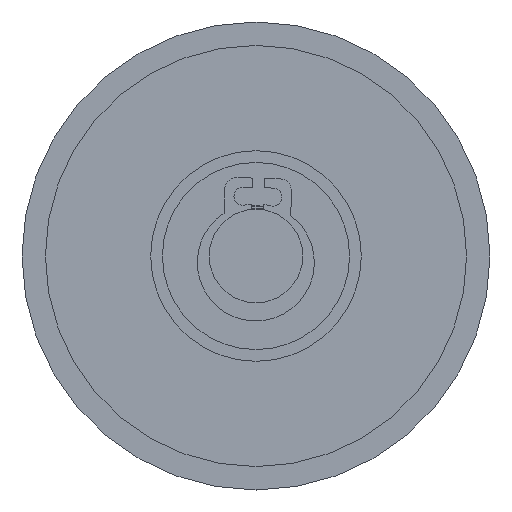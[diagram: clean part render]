
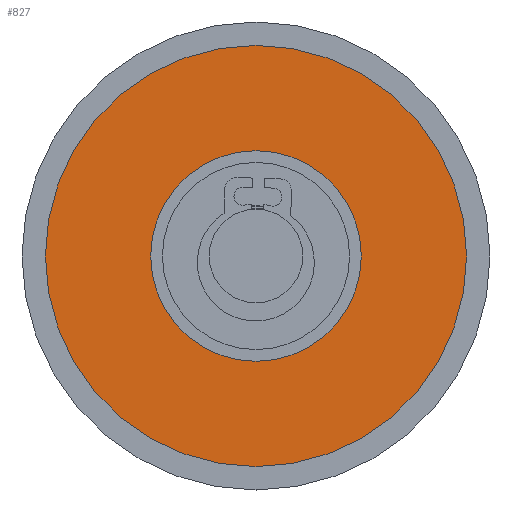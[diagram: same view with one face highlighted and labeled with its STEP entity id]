
A CAD part, front view. The second image highlights one B-rep face of the part: STEP entity #827.
In plain terms, the highlighted face is planar.
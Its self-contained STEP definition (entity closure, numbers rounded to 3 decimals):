
#827 = ADVANCED_FACE ( 'NONE', ( #2556, #2555 ), #2554, .F. ) ;
#828 = EDGE_LOOP ( 'NONE', ( #829, #830 ) ) ;
#829 = ORIENTED_EDGE ( 'NONE', *, *, #852, .F. ) ;
#830 = ORIENTED_EDGE ( 'NONE', *, *, #831, .F. ) ;
#831 = EDGE_CURVE ( 'NONE', #854, #853, #2548, .T. ) ;
#832 = EDGE_LOOP ( 'NONE', ( #833, #834 ) ) ;
#833 = ORIENTED_EDGE ( 'NONE', *, *, #898, .T. ) ;
#834 = ORIENTED_EDGE ( 'NONE', *, *, #836, .T. ) ;
#836 = EDGE_CURVE ( 'NONE', #837, #838, #2549, .T. ) ;
#837 = VERTEX_POINT ( 'NONE', #2603 ) ;
#838 = VERTEX_POINT ( 'NONE', #2602 ) ;
#852 = EDGE_CURVE ( 'NONE', #853, #854, #2580, .T. ) ;
#853 = VERTEX_POINT ( 'NONE', #2637 ) ;
#854 = VERTEX_POINT ( 'NONE', #2636 ) ;
#898 = EDGE_CURVE ( 'NONE', #838, #837, #2692, .T. ) ;
#2544 = DIRECTION ( 'NONE',  ( -1., 0., 0. ) ) ;
#2545 = DIRECTION ( 'NONE',  ( 0., 0., -1. ) ) ;
#2546 = CARTESIAN_POINT ( 'NONE',  ( 0., 0., 0. ) ) ;
#2547 = AXIS2_PLACEMENT_3D ( 'NONE', #2546, #2545, #2544 ) ;
#2548 = CIRCLE ( 'NONE', #2547, 18. ) ;
#2549 = CIRCLE ( 'NONE', #2607, 9. ) ;
#2550 = DIRECTION ( 'NONE',  ( -1., 0., 0. ) ) ;
#2551 = DIRECTION ( 'NONE',  ( 0., 0., -1. ) ) ;
#2552 = CARTESIAN_POINT ( 'NONE',  ( 9., 0., 0. ) ) ;
#2553 = AXIS2_PLACEMENT_3D ( 'NONE', #2552, #2551, #2550 ) ;
#2554 = PLANE ( 'NONE',  #2553 ) ;
#2555 = FACE_BOUND ( 'NONE', #832, .T. ) ;
#2556 = FACE_OUTER_BOUND ( 'NONE', #828, .T. ) ;
#2579 = CARTESIAN_POINT ( 'NONE',  ( 0., 0., 0. ) ) ;
#2580 = CIRCLE ( 'NONE', #2640, 18. ) ;
#2602 = CARTESIAN_POINT ( 'NONE',  ( -9., 0., 0. ) ) ;
#2603 = CARTESIAN_POINT ( 'NONE',  ( 9., 0., 0. ) ) ;
#2604 = DIRECTION ( 'NONE',  ( -1., 0., 0. ) ) ;
#2605 = DIRECTION ( 'NONE',  ( 0., 0., -1. ) ) ;
#2606 = CARTESIAN_POINT ( 'NONE',  ( 0., 0., 0. ) ) ;
#2607 = AXIS2_PLACEMENT_3D ( 'NONE', #2606, #2605, #2604 ) ;
#2636 = CARTESIAN_POINT ( 'NONE',  ( 18., 0., 0. ) ) ;
#2637 = CARTESIAN_POINT ( 'NONE',  ( -18., 0., 0. ) ) ;
#2638 = DIRECTION ( 'NONE',  ( -1., 0., 0. ) ) ;
#2639 = DIRECTION ( 'NONE',  ( 0., 0., -1. ) ) ;
#2640 = AXIS2_PLACEMENT_3D ( 'NONE', #2579, #2639, #2638 ) ;
#2688 = DIRECTION ( 'NONE',  ( -1., 0., 0. ) ) ;
#2689 = DIRECTION ( 'NONE',  ( 0., 0., -1. ) ) ;
#2690 = CARTESIAN_POINT ( 'NONE',  ( 0., 0., 0. ) ) ;
#2691 = AXIS2_PLACEMENT_3D ( 'NONE', #2690, #2689, #2688 ) ;
#2692 = CIRCLE ( 'NONE', #2691, 9. ) ;
